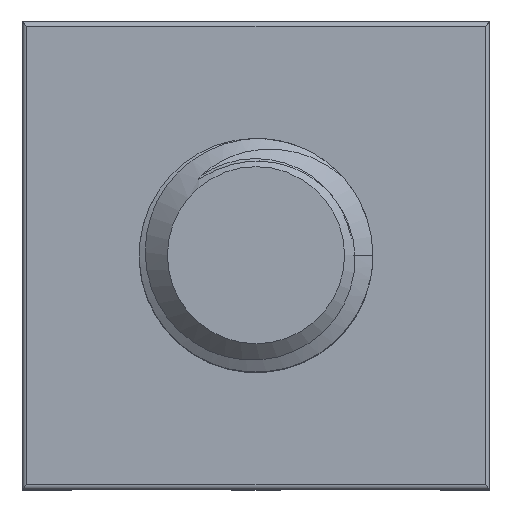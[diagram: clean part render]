
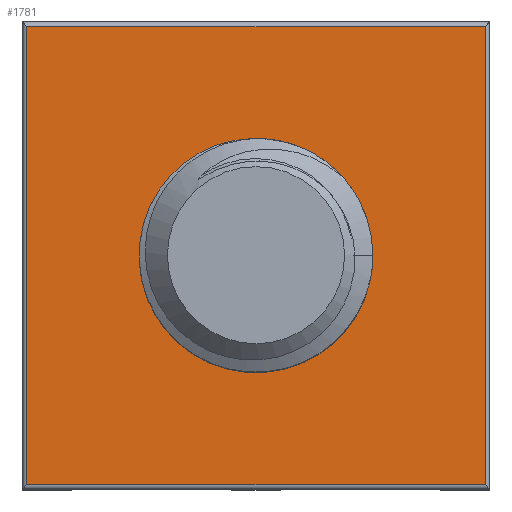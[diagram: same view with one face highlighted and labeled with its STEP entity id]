
A CAD part, top view. The second image highlights one B-rep face of the part: STEP entity #1781.
In plain terms, the highlighted planar face has unit normal (0, 0, 1).
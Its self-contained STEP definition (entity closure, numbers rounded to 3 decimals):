
#301 = VERTEX_POINT('',#302);
#302 = CARTESIAN_POINT('',(-4.9,4.9,3.5));
#309 = EDGE_CURVE('',#301,#310,#312,.T.);
#310 = VERTEX_POINT('',#311);
#311 = CARTESIAN_POINT('',(4.9,4.9,3.5));
#312 = LINE('',#313,#314);
#313 = CARTESIAN_POINT('',(-5.,4.9,3.5));
#314 = VECTOR('',#315,1.);
#315 = DIRECTION('',(1.,0.,0.));
#1284 = EDGE_CURVE('',#310,#1285,#1287,.T.);
#1285 = VERTEX_POINT('',#1286);
#1286 = CARTESIAN_POINT('',(4.9,-4.9,3.5));
#1287 = LINE('',#1288,#1289);
#1288 = CARTESIAN_POINT('',(4.9,5.,3.5));
#1289 = VECTOR('',#1290,1.);
#1290 = DIRECTION('',(0.,-1.,0.));
#1761 = VERTEX_POINT('',#1762);
#1762 = CARTESIAN_POINT('',(-4.9,-4.9,3.5));
#1769 = EDGE_CURVE('',#1761,#301,#1770,.T.);
#1770 = LINE('',#1771,#1772);
#1771 = CARTESIAN_POINT('',(-4.9,-5.,3.5));
#1772 = VECTOR('',#1773,1.);
#1773 = DIRECTION('',(0.,1.,0.));
#1781 = ADVANCED_FACE('',(#1782,#1793),#1912,.F.);
#1782 = FACE_BOUND('',#1783,.F.);
#1783 = EDGE_LOOP('',(#1784,#1785,#1786,#1787));
#1784 = ORIENTED_EDGE('',*,*,#1769,.T.);
#1785 = ORIENTED_EDGE('',*,*,#309,.T.);
#1786 = ORIENTED_EDGE('',*,*,#1284,.T.);
#1787 = ORIENTED_EDGE('',*,*,#1788,.T.);
#1788 = EDGE_CURVE('',#1285,#1761,#1789,.T.);
#1789 = LINE('',#1790,#1791);
#1790 = CARTESIAN_POINT('',(5.,-4.9,3.5));
#1791 = VECTOR('',#1792,1.);
#1792 = DIRECTION('',(-1.,0.,0.));
#1793 = FACE_BOUND('',#1794,.F.);
#1794 = EDGE_LOOP('',(#1795,#1814,#1831,#1850,#1877));
#1795 = ORIENTED_EDGE('',*,*,#1796,.F.);
#1796 = EDGE_CURVE('',#1797,#1799,#1801,.T.);
#1797 = VERTEX_POINT('',#1798);
#1798 = CARTESIAN_POINT('',(2.327,0.,3.5));
#1799 = VERTEX_POINT('',#1800);
#1800 = CARTESIAN_POINT('',(0.791,-1.91,3.5));
#1801 = B_SPLINE_CURVE_WITH_KNOTS('',6,(#1802,#1803,#1804,#1805,#1806,
    #1807,#1808,#1809,#1810,#1811,#1812,#1813),.UNSPECIFIED.,.F.,.F.,(7,
    5,7),(0.,0.525,1.),.UNSPECIFIED.);
#1802 = CARTESIAN_POINT('',(2.327,0.,3.5));
#1803 = CARTESIAN_POINT('',(2.305,-0.229,3.5));
#1804 = CARTESIAN_POINT('',(2.256,-0.455,3.5));
#1805 = CARTESIAN_POINT('',(2.18,-0.674,3.5));
#1806 = CARTESIAN_POINT('',(2.078,-0.881,3.5));
#1807 = CARTESIAN_POINT('',(1.952,-1.074,3.5));
#1808 = CARTESIAN_POINT('',(1.671,-1.404,3.5));
#1809 = CARTESIAN_POINT('',(1.52,-1.545,3.5));
#1810 = CARTESIAN_POINT('',(1.354,-1.668,3.5));
#1811 = CARTESIAN_POINT('',(1.175,-1.771,3.5));
#1812 = CARTESIAN_POINT('',(0.986,-1.852,3.5));
#1813 = CARTESIAN_POINT('',(0.791,-1.91,3.5));
#1814 = ORIENTED_EDGE('',*,*,#1815,.T.);
#1815 = EDGE_CURVE('',#1797,#1816,#1818,.T.);
#1816 = VERTEX_POINT('',#1817);
#1817 = CARTESIAN_POINT('',(1.768,1.768,3.5));
#1818 = B_SPLINE_CURVE_WITH_KNOTS('',6,(#1819,#1820,#1821,#1822,#1823,
    #1824,#1825,#1826,#1827,#1828,#1829,#1830),.UNSPECIFIED.,.F.,.F.,(7,
    5,7),(0.,0.492,1.),.UNSPECIFIED.);
#1819 = CARTESIAN_POINT('',(2.327,0.,3.5));
#1820 = CARTESIAN_POINT('',(2.341,0.155,3.5));
#1821 = CARTESIAN_POINT('',(2.344,0.311,3.5));
#1822 = CARTESIAN_POINT('',(2.333,0.467,3.5));
#1823 = CARTESIAN_POINT('',(2.311,0.622,3.5));
#1824 = CARTESIAN_POINT('',(2.276,0.774,3.5));
#1825 = CARTESIAN_POINT('',(2.182,1.077,3.5));
#1826 = CARTESIAN_POINT('',(2.122,1.227,3.5));
#1827 = CARTESIAN_POINT('',(2.049,1.372,3.5));
#1828 = CARTESIAN_POINT('',(1.966,1.512,3.5));
#1829 = CARTESIAN_POINT('',(1.872,1.644,3.5));
#1830 = CARTESIAN_POINT('',(1.768,1.768,3.5));
#1831 = ORIENTED_EDGE('',*,*,#1832,.F.);
#1832 = EDGE_CURVE('',#1833,#1816,#1835,.T.);
#1833 = VERTEX_POINT('',#1834);
#1834 = CARTESIAN_POINT('',(0.,2.5,3.5));
#1835 = B_SPLINE_CURVE_WITH_KNOTS('',4,(#1836,#1837,#1838,#1839,#1840,
    #1841,#1842,#1843,#1844,#1845,#1846,#1847,#1848,#1849),
  .UNSPECIFIED.,.F.,.F.,(5,3,3,3,5),(0.,0.236,0.47,
    0.735,1.),.UNSPECIFIED.);
#1836 = CARTESIAN_POINT('',(0.,2.5,3.5));
#1837 = CARTESIAN_POINT('',(0.116,2.5,3.5));
#1838 = CARTESIAN_POINT('',(0.232,2.493,3.5));
#1839 = CARTESIAN_POINT('',(0.347,2.479,3.5));
#1840 = CARTESIAN_POINT('',(0.574,2.436,3.5));
#1841 = CARTESIAN_POINT('',(0.685,2.408,3.5));
#1842 = CARTESIAN_POINT('',(0.795,2.373,3.5));
#1843 = CARTESIAN_POINT('',(1.023,2.285,3.5));
#1844 = CARTESIAN_POINT('',(1.141,2.229,3.5));
#1845 = CARTESIAN_POINT('',(1.255,2.166,3.5));
#1846 = CARTESIAN_POINT('',(1.473,2.024,3.5));
#1847 = CARTESIAN_POINT('',(1.577,1.945,3.5));
#1848 = CARTESIAN_POINT('',(1.676,1.86,3.5));
#1849 = CARTESIAN_POINT('',(1.768,1.768,3.5));
#1850 = ORIENTED_EDGE('',*,*,#1851,.F.);
#1851 = EDGE_CURVE('',#1852,#1833,#1854,.T.);
#1852 = VERTEX_POINT('',#1853);
#1853 = CARTESIAN_POINT('',(-1.91,-0.791,3.5));
#1854 = B_SPLINE_CURVE_WITH_KNOTS('',6,(#1855,#1856,#1857,#1858,#1859,
    #1860,#1861,#1862,#1863,#1864,#1865,#1866,#1867,#1868,#1869,#1870,
    #1871,#1872,#1873,#1874,#1875,#1876),.UNSPECIFIED.,.F.,.F.,(7,5,5,5,
    7),(0.,0.223,0.459,0.716,1.),
  .UNSPECIFIED.);
#1855 = CARTESIAN_POINT('',(-1.91,-0.791,3.5));
#1856 = CARTESIAN_POINT('',(-1.988,-0.647,3.5));
#1857 = CARTESIAN_POINT('',(-2.053,-0.494,3.5));
#1858 = CARTESIAN_POINT('',(-2.104,-0.336,3.5));
#1859 = CARTESIAN_POINT('',(-2.139,-0.174,3.5));
#1860 = CARTESIAN_POINT('',(-2.159,-0.008,3.5));
#1861 = CARTESIAN_POINT('',(-2.169,0.333,3.5));
#1862 = CARTESIAN_POINT('',(-2.157,0.509,3.5));
#1863 = CARTESIAN_POINT('',(-2.128,0.684,3.5));
#1864 = CARTESIAN_POINT('',(-2.082,0.855,3.5));
#1865 = CARTESIAN_POINT('',(-2.02,1.021,3.5));
#1866 = CARTESIAN_POINT('',(-1.86,1.354,3.5));
#1867 = CARTESIAN_POINT('',(-1.758,1.52,3.5));
#1868 = CARTESIAN_POINT('',(-1.64,1.675,3.5));
#1869 = CARTESIAN_POINT('',(-1.506,1.817,3.5));
#1870 = CARTESIAN_POINT('',(-1.359,1.946,3.5));
#1871 = CARTESIAN_POINT('',(-1.026,2.184,3.5));
#1872 = CARTESIAN_POINT('',(-0.837,2.29,3.5));
#1873 = CARTESIAN_POINT('',(-0.637,2.376,3.5));
#1874 = CARTESIAN_POINT('',(-0.429,2.44,3.5));
#1875 = CARTESIAN_POINT('',(-0.216,2.481,3.5));
#1876 = CARTESIAN_POINT('',(0.,2.5,3.5));
#1877 = ORIENTED_EDGE('',*,*,#1878,.F.);
#1878 = EDGE_CURVE('',#1799,#1852,#1879,.T.);
#1879 = B_SPLINE_CURVE_WITH_KNOTS('',6,(#1880,#1881,#1882,#1883,#1884,
    #1885,#1886,#1887,#1888,#1889,#1890,#1891,#1892,#1893,#1894,#1895,
    #1896,#1897,#1898,#1899,#1900,#1901,#1902,#1903,#1904,#1905,#1906,
    #1907,#1908,#1909,#1910,#1911),.UNSPECIFIED.,.F.,.F.,(7,5,5,5,5,5,7)
  ,(0.,0.114,0.25,0.5,0.75,
    0.886,1.),.UNSPECIFIED.);
#1880 = CARTESIAN_POINT('',(0.791,-1.91,3.5));
#1881 = CARTESIAN_POINT('',(0.742,-1.924,3.5));
#1882 = CARTESIAN_POINT('',(0.69,-1.939,3.5));
#1883 = CARTESIAN_POINT('',(0.637,-1.952,3.5));
#1884 = CARTESIAN_POINT('',(0.581,-1.965,3.5));
#1885 = CARTESIAN_POINT('',(0.525,-1.977,3.5));
#1886 = CARTESIAN_POINT('',(0.398,-1.999,3.5));
#1887 = CARTESIAN_POINT('',(0.327,-2.009,3.5));
#1888 = CARTESIAN_POINT('',(0.255,-2.016,3.5));
#1889 = CARTESIAN_POINT('',(0.183,-2.021,3.5));
#1890 = CARTESIAN_POINT('',(0.109,-2.022,3.5));
#1891 = CARTESIAN_POINT('',(-0.1,-2.019,3.5));
#1892 = CARTESIAN_POINT('',(-0.237,-2.008,3.5));
#1893 = CARTESIAN_POINT('',(-0.374,-1.985,3.5));
#1894 = CARTESIAN_POINT('',(-0.508,-1.953,3.5));
#1895 = CARTESIAN_POINT('',(-0.641,-1.909,3.5));
#1896 = CARTESIAN_POINT('',(-0.897,-1.803,3.5));
#1897 = CARTESIAN_POINT('',(-1.02,-1.741,3.5));
#1898 = CARTESIAN_POINT('',(-1.139,-1.668,3.5));
#1899 = CARTESIAN_POINT('',(-1.252,-1.588,3.5));
#1900 = CARTESIAN_POINT('',(-1.357,-1.499,3.5));
#1901 = CARTESIAN_POINT('',(-1.507,-1.353,3.5));
#1902 = CARTESIAN_POINT('',(-1.558,-1.3,3.5));
#1903 = CARTESIAN_POINT('',(-1.606,-1.245,3.5));
#1904 = CARTESIAN_POINT('',(-1.651,-1.189,3.5));
#1905 = CARTESIAN_POINT('',(-1.695,-1.132,3.5));
#1906 = CARTESIAN_POINT('',(-1.769,-1.027,3.5));
#1907 = CARTESIAN_POINT('',(-1.801,-0.979,3.5));
#1908 = CARTESIAN_POINT('',(-1.831,-0.93,3.5));
#1909 = CARTESIAN_POINT('',(-1.859,-0.883,3.5));
#1910 = CARTESIAN_POINT('',(-1.885,-0.836,3.5));
#1911 = CARTESIAN_POINT('',(-1.91,-0.791,3.5));
#1912 = PLANE('',#1913);
#1913 = AXIS2_PLACEMENT_3D('',#1914,#1915,#1916);
#1914 = CARTESIAN_POINT('',(0.,0.,3.5));
#1915 = DIRECTION('',(-0.,-0.,-1.));
#1916 = DIRECTION('',(-1.,0.,0.));
